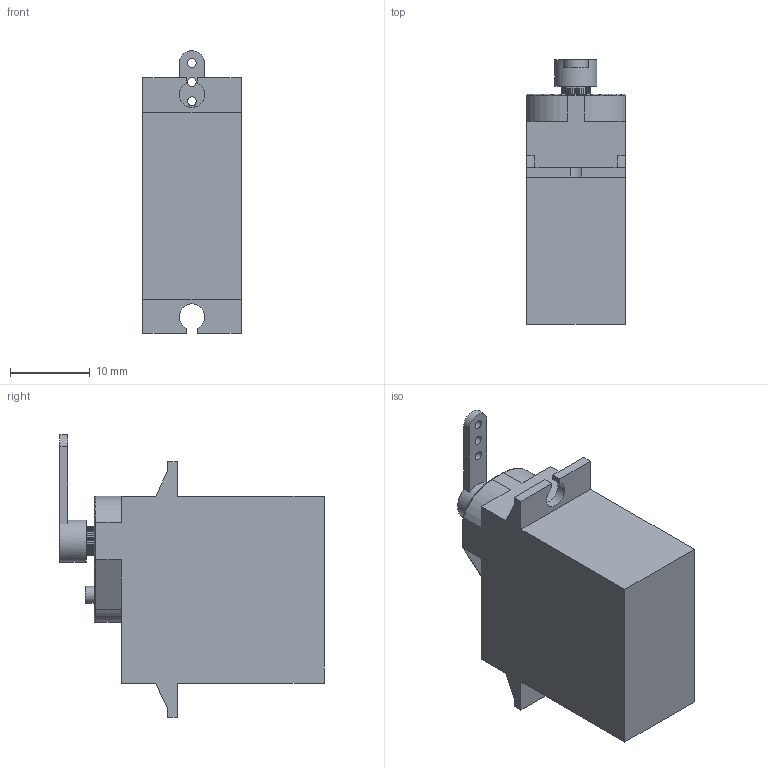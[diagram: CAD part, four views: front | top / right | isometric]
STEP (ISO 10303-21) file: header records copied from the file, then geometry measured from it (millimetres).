
FILE_DESCRIPTION(/* description */ (''),/* implementation_level */ '2;1');
FILE_NAME(/* name */ 'ServoAssembly_AXAM.step',/* time_stamp */ '2025-06-11T10:19:27+02:00',/* author */ (''),/* organization */ (''),/* preprocessor_version */ 'ST-DEVELOPER v20.1',/* originating_system */ 'Autodesk Translation Framework v14.10.0.0',/* authorisation */ '');
FILE_SCHEMA (('AUTOMOTIVE_DESIGN { 1 0 10303 214 3 1 1 }'));
Length unit declared in the file: millimetre
Products named in the file (2): ServoAssembly_AXAM; ServoCoupling
Assembly tree (1 placements, depth 2):
  ServoAssembly_AXAM
    ServoCoupling
Bounding box: 12.3 x 33.1 x 35.41 mm (x, y, z)
Volume: 8041.1 mm3; surface area: 3055.6 mm2
Topology: 2 solids, 2 shells, 144 faces, 400 edges, 264 vertices
Faces by surface type: cylinder 99, plane 42, torus 3
Full cylindrical faces by diameter (mm): 1.1 x3, 1.5 x1, 1.8 x1, 2.1 x1, 3.9 x1, 5.3 x1
Entity records: 4787 total; most frequent: DIRECTION 891, CARTESIAN_POINT 833, ORIENTED_EDGE 800, EDGE_CURVE 400, AXIS2_PLACEMENT_3D 346, VERTEX_POINT 264, LINE 199, VECTOR 199
